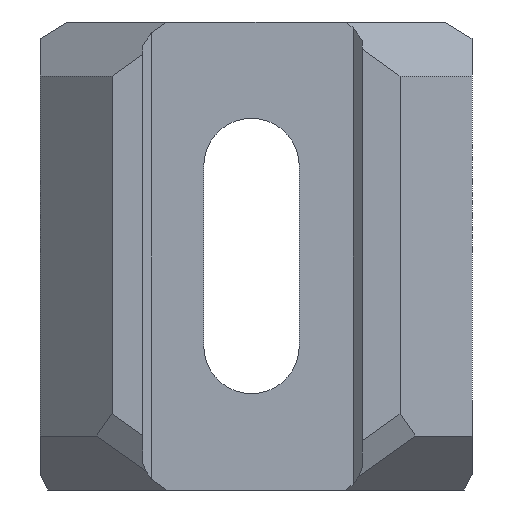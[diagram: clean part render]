
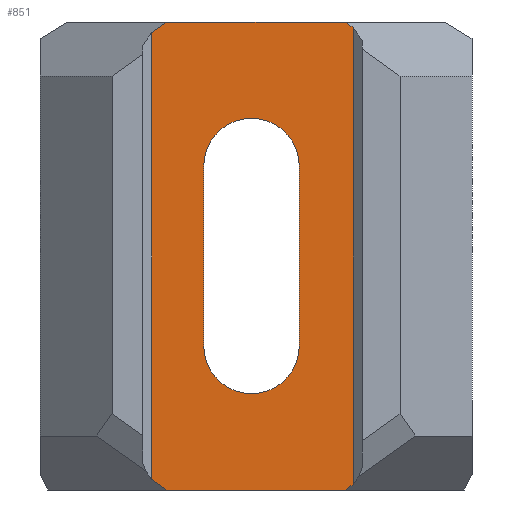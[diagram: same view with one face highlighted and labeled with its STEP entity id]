
A CAD part, front view. The second image highlights one B-rep face of the part: STEP entity #851.
In plain terms, the highlighted planar face has unit normal (0, -1, 0).
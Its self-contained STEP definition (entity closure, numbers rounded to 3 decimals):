
#19=FACE_BOUND('',#86,.T.);
#22=CIRCLE('',#913,2.65);
#23=CIRCLE('',#914,2.65);
#41=FACE_OUTER_BOUND('',#85,.T.);
#85=EDGE_LOOP('',(#599,#600,#601,#602,#603,#604,#605,#606));
#86=EDGE_LOOP('',(#607,#608,#609,#610));
#131=LINE('',#1212,#243);
#145=LINE('',#1241,#257);
#151=LINE('',#1254,#263);
#155=LINE('',#1262,#267);
#156=LINE('',#1264,#268);
#157=LINE('',#1265,#269);
#158=LINE('',#1266,#270);
#159=LINE('',#1267,#271);
#160=LINE('',#1272,#272);
#161=LINE('',#1275,#273);
#243=VECTOR('',#981,10.);
#257=VECTOR('',#1003,10.);
#263=VECTOR('',#1013,10.);
#267=VECTOR('',#1019,10.);
#268=VECTOR('',#1020,10.);
#269=VECTOR('',#1021,10.);
#270=VECTOR('',#1022,10.);
#271=VECTOR('',#1023,10.);
#272=VECTOR('',#1026,10.);
#273=VECTOR('',#1029,10.);
#358=VERTEX_POINT('',#1209);
#359=VERTEX_POINT('',#1211);
#369=VERTEX_POINT('',#1238);
#370=VERTEX_POINT('',#1240);
#373=VERTEX_POINT('',#1250);
#375=VERTEX_POINT('',#1253);
#378=VERTEX_POINT('',#1261);
#379=VERTEX_POINT('',#1263);
#380=VERTEX_POINT('',#1268);
#381=VERTEX_POINT('',#1269);
#382=VERTEX_POINT('',#1271);
#383=VERTEX_POINT('',#1273);
#442=EDGE_CURVE('',#359,#358,#131,.T.);
#456=EDGE_CURVE('',#369,#370,#145,.T.);
#462=EDGE_CURVE('',#373,#375,#151,.T.);
#466=EDGE_CURVE('',#378,#369,#155,.T.);
#467=EDGE_CURVE('',#379,#378,#156,.T.);
#468=EDGE_CURVE('',#375,#379,#157,.T.);
#469=EDGE_CURVE('',#359,#373,#158,.T.);
#470=EDGE_CURVE('',#370,#358,#159,.T.);
#471=EDGE_CURVE('',#380,#381,#22,.T.);
#472=EDGE_CURVE('',#381,#382,#160,.T.);
#473=EDGE_CURVE('',#382,#383,#23,.T.);
#474=EDGE_CURVE('',#383,#380,#161,.T.);
#599=ORIENTED_EDGE('',*,*,#456,.F.);
#600=ORIENTED_EDGE('',*,*,#466,.F.);
#601=ORIENTED_EDGE('',*,*,#467,.F.);
#602=ORIENTED_EDGE('',*,*,#468,.F.);
#603=ORIENTED_EDGE('',*,*,#462,.F.);
#604=ORIENTED_EDGE('',*,*,#469,.F.);
#605=ORIENTED_EDGE('',*,*,#442,.T.);
#606=ORIENTED_EDGE('',*,*,#470,.F.);
#607=ORIENTED_EDGE('',*,*,#471,.T.);
#608=ORIENTED_EDGE('',*,*,#472,.T.);
#609=ORIENTED_EDGE('',*,*,#473,.T.);
#610=ORIENTED_EDGE('',*,*,#474,.T.);
#811=PLANE('',#912);
#851=ADVANCED_FACE('',(#41,#19),#811,.T.);
#912=AXIS2_PLACEMENT_3D('',#1260,#1017,#1018);
#913=AXIS2_PLACEMENT_3D('',#1270,#1024,#1025);
#914=AXIS2_PLACEMENT_3D('',#1274,#1027,#1028);
#981=DIRECTION('',(1.,0.,0.));
#1003=DIRECTION('',(0.,0.,-1.));
#1013=DIRECTION('',(0.,0.,1.));
#1017=DIRECTION('center_axis',(0.,-1.,0.));
#1018=DIRECTION('ref_axis',(1.,0.,0.));
#1019=DIRECTION('',(0.816,0.,-0.577));
#1020=DIRECTION('',(1.,0.,0.));
#1021=DIRECTION('',(0.816,0.,0.577));
#1022=DIRECTION('',(-0.816,0.,0.577));
#1023=DIRECTION('',(-0.816,0.,-0.577));
#1024=DIRECTION('center_axis',(0.,1.,0.));
#1025=DIRECTION('ref_axis',(-1.,0.,0.));
#1026=DIRECTION('',(0.,0.,1.));
#1027=DIRECTION('center_axis',(0.,1.,0.));
#1028=DIRECTION('ref_axis',(1.,0.,0.));
#1029=DIRECTION('',(0.,0.,-1.));
#1209=CARTESIAN_POINT('',(4.957,1.2,0.));
#1211=CARTESIAN_POINT('',(-4.957,1.2,0.));
#1212=CARTESIAN_POINT('',(-6.3,1.2,0.));
#1238=CARTESIAN_POINT('',(5.4,1.2,25.687));
#1240=CARTESIAN_POINT('',(5.4,1.2,0.313));
#1241=CARTESIAN_POINT('',(5.4,1.2,0.));
#1250=CARTESIAN_POINT('',(-5.8,1.2,0.596));
#1253=CARTESIAN_POINT('',(-5.8,1.2,25.404));
#1254=CARTESIAN_POINT('',(-5.8,1.2,0.));
#1260=CARTESIAN_POINT('Origin',(-6.3,1.2,0.));
#1261=CARTESIAN_POINT('',(4.957,1.2,26.));
#1262=CARTESIAN_POINT('',(8.097,1.2,23.78));
#1263=CARTESIAN_POINT('',(-4.957,1.2,26.));
#1264=CARTESIAN_POINT('',(-6.3,1.2,26.));
#1265=CARTESIAN_POINT('',(-12.964,1.2,20.338));
#1266=CARTESIAN_POINT('',(-7.086,1.2,1.505));
#1267=CARTESIAN_POINT('',(2.219,1.2,-1.936));
#1268=CARTESIAN_POINT('',(2.4,1.2,8.));
#1269=CARTESIAN_POINT('',(-2.9,1.2,8.));
#1270=CARTESIAN_POINT('Origin',(-0.25,1.2,8.));
#1271=CARTESIAN_POINT('',(-2.9,1.2,18.));
#1272=CARTESIAN_POINT('',(-2.9,1.2,4.));
#1273=CARTESIAN_POINT('',(2.4,1.2,18.));
#1274=CARTESIAN_POINT('Origin',(-0.25,1.2,18.));
#1275=CARTESIAN_POINT('',(2.4,1.2,9.));
